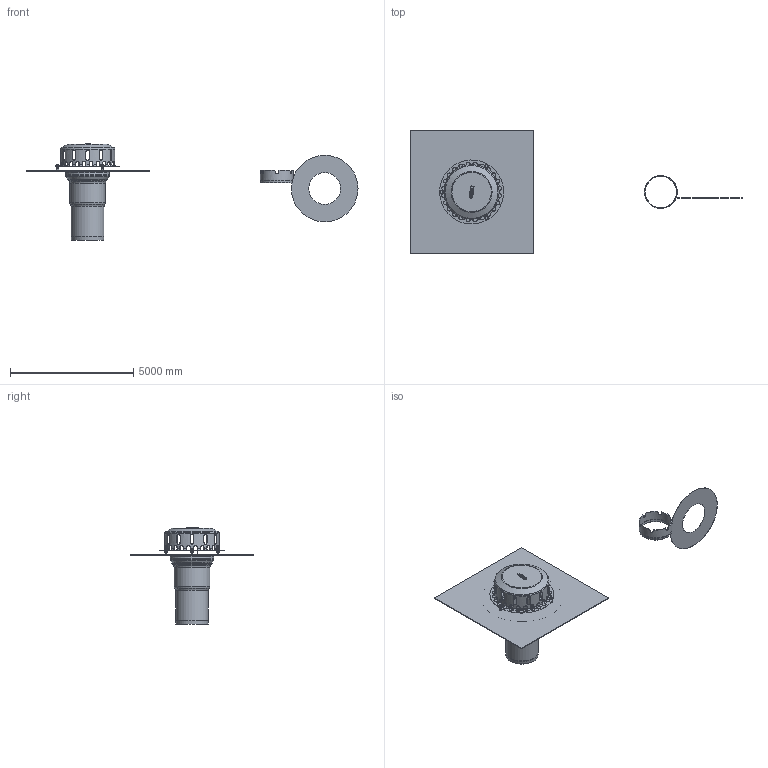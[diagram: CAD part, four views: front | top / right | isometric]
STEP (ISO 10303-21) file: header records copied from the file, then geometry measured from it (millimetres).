
FILE_DESCRIPTION(/* description */ (''),/* implementation_level */ '2;1');
FILE_NAME(/* name */ '17110.125A_3D.stp',/* time_stamp */ '2024-12-12T07:38:48+01:00',/* author */ ('CAD'),/* organization */ (''),/* preprocessor_version */ 'ST-DEVELOPER v20',/* originating_system */ 'AutoCAD Mechanical',/* authorisation */ '');
FILE_SCHEMA (('AUTOMOTIVE_DESIGN { 1 0 10303 214 3 1 1 }'));
Length unit declared in the file: centimetre
Products named in the file (2): Product; *S0
Assembly tree (1 placements, depth 2):
  Product
    *S0
Bounding box: 13472.47 x 5000 x 3907.5 mm (x, y, z)
Volume: 1480292328 mm3; surface area: 128755196.9 mm2
Topology: 14 solids, 15 shells, 557 faces, 1569 edges, 1001 vertices
Faces by surface type: plane 176, cylinder 157, torus 117, cone 101, sphere 3, bspline 3
Full cylindrical faces by diameter (mm): 40 x3, 60 x3, 80 x3, 100 x3, 105 x2, 1290 x3, 1330 x3, 1400 x1, 1410 x2, 1450 x1, 1460 x2, 1500 x2, 1680 x2, 1740 x2, 1780 x1, 2180 x1, 2200 x1, 2600 x1, 2700 x1, 3300 x1
Entity records: 24022 total; most frequent: CARTESIAN_POINT 9613, ORIENTED_EDGE 3122, DIRECTION 2954, EDGE_CURVE 1561, AXIS2_PLACEMENT_3D 1195, VERTEX_POINT 1001, EDGE_LOOP 618, CIRCLE 611
